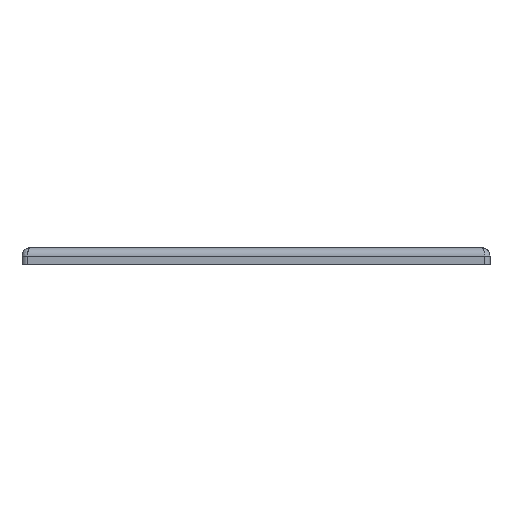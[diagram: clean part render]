
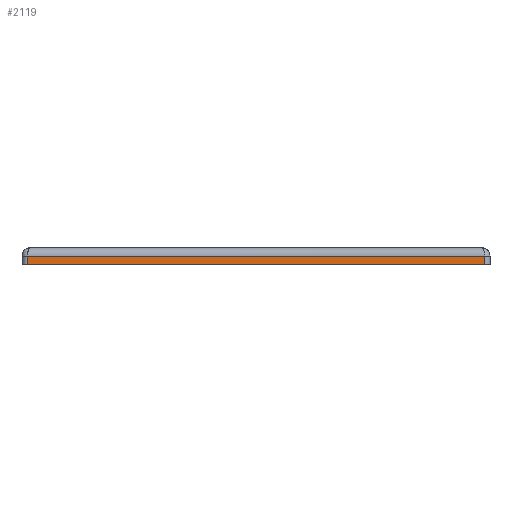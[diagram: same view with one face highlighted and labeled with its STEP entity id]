
A CAD part, left-side view. The second image highlights one B-rep face of the part: STEP entity #2119.
In plain terms, the highlighted planar face has unit normal (-1, 0, 0).
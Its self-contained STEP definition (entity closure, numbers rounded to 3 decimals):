
#44=PLANE('',#2257);
#102=LINE('',#3234,#319);
#115=LINE('',#3263,#332);
#116=LINE('',#3267,#333);
#117=LINE('',#3268,#334);
#319=VECTOR('',#2477,10.);
#332=VECTOR('',#2508,10.);
#333=VECTOR('',#2513,10.);
#334=VECTOR('',#2514,10.);
#597=FACE_OUTER_BOUND('',#709,.T.);
#709=EDGE_LOOP('',(#1512,#1513,#1514,#1515));
#945=VERTEX_POINT('',#3187);
#946=VERTEX_POINT('',#3220);
#957=VERTEX_POINT('',#3262);
#958=VERTEX_POINT('',#3266);
#1161=EDGE_CURVE('',#946,#945,#102,.T.);
#1176=EDGE_CURVE('',#945,#957,#115,.T.);
#1178=EDGE_CURVE('',#958,#946,#116,.T.);
#1179=EDGE_CURVE('',#957,#958,#117,.T.);
#1512=ORIENTED_EDGE('',*,*,#1161,.F.);
#1513=ORIENTED_EDGE('',*,*,#1178,.F.);
#1514=ORIENTED_EDGE('',*,*,#1179,.F.);
#1515=ORIENTED_EDGE('',*,*,#1176,.F.);
#2119=ADVANCED_FACE('',(#597),#44,.T.);
#2257=AXIS2_PLACEMENT_3D('',#3265,#2511,#2512);
#2477=DIRECTION('',(0.,-1.,0.));
#2508=DIRECTION('',(0.,0.,-1.));
#2511=DIRECTION('center_axis',(-1.,0.,0.));
#2512=DIRECTION('ref_axis',(0.,-1.,0.));
#2513=DIRECTION('',(0.,0.,1.));
#2514=DIRECTION('',(0.,1.,0.));
#3187=CARTESIAN_POINT('',(0.,-85.,13.));
#3220=CARTESIAN_POINT('',(0.,-1.,13.));
#3234=CARTESIAN_POINT('',(0.,-21.5,13.));
#3262=CARTESIAN_POINT('',(0.,-85.,11.5));
#3263=CARTESIAN_POINT('',(0.,-85.,13.));
#3265=CARTESIAN_POINT('Origin',(0.,0.,13.));
#3266=CARTESIAN_POINT('',(0.,-1.,11.5));
#3267=CARTESIAN_POINT('',(0.,-1.,13.));
#3268=CARTESIAN_POINT('',(0.,-86.,11.5));
